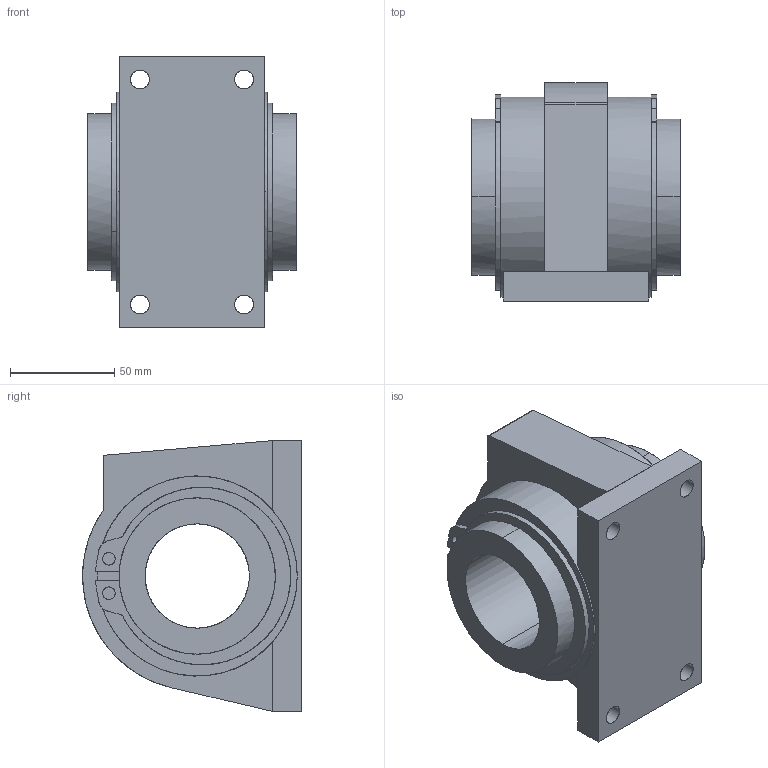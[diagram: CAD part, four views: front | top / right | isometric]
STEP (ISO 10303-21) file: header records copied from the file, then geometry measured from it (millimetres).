
FILE_DESCRIPTION ((), '1');
FILE_NAME ('LE65-250.stp', '2018-12-13T12:45:46', ('Unknown'), ('Unknown'), 'HarmonyWare STEP v2.0.5', 'Vectorworks', '');
FILE_SCHEMA (('CONFIG_CONTROL_DESIGN'));
Length unit declared in the file: millimetre
Products named in the file (74): NONE
Assembly tree (73 placements, depth 2):
  NONE
    NONE
    NONE
    NONE
    NONE
    NONE
    NONE
    NONE
    NONE
    NONE
    NONE
    NONE
    NONE
    NONE
    NONE
    NONE
    NONE
    NONE
    NONE
    NONE
    NONE
    NONE
    NONE
    NONE
    NONE
    NONE
    NONE
    NONE
    NONE
    NONE
    NONE
    NONE
    NONE
    NONE
    NONE
    NONE
    NONE
    NONE
    NONE
    NONE
    NONE
    NONE
    NONE
    NONE
    NONE
    NONE
    NONE
    NONE
    NONE
    NONE
    NONE
    NONE
    NONE
    NONE
    NONE
    NONE
    NONE
    NONE
    NONE
    NONE
Bounding box: 100 x 104.97 x 130 mm (x, y, z)
Surface area: 80587.9 mm2 (no closed solid volume)
Topology: 0 solids, 73 shells, 73 faces, 414 edges, 414 vertices
Faces by surface type: bspline 73
Entity records: 16706 total; most frequent: CARTESIAN_POINT 5282, PERSON 738, ORGANIZATION 738, PERSON_AND_ORGANIZATION 738, CALENDAR_DATE 516, COORDINATED_UNIVERSAL_TIME_OFFSET 516, LOCAL_TIME 516, DATE_AND_TIME 516
